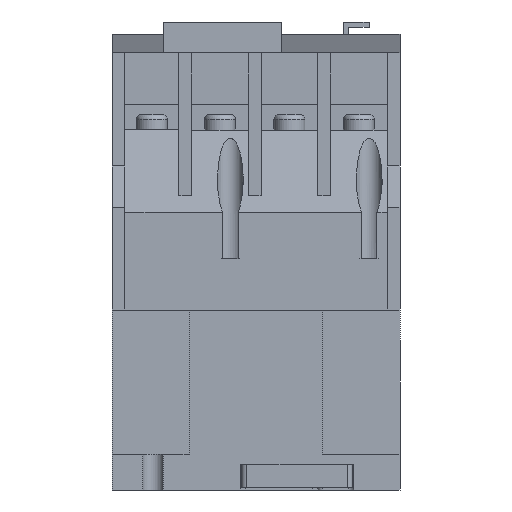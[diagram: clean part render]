
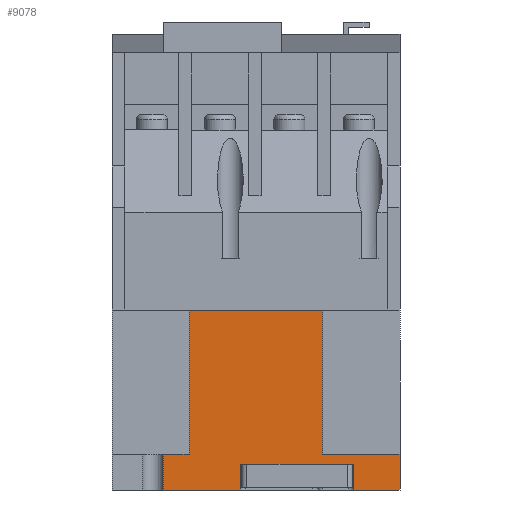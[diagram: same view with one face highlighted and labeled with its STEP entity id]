
A CAD part, front view. The second image highlights one B-rep face of the part: STEP entity #9078.
In plain terms, the highlighted planar face has unit normal (0, -1, 0).
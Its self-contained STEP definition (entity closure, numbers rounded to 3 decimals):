
#16 = ORIENTED_EDGE ( 'NONE', *, *, #9440, .F. ) ;
#154 = DIRECTION ( 'NONE',  ( -1., 0., 0. ) ) ;
#163 = EDGE_CURVE ( 'NONE', #2067, #2546, #5952, .T. ) ;
#240 = DIRECTION ( 'NONE',  ( 0., 0., -1. ) ) ;
#413 = VERTEX_POINT ( 'NONE', #12023 ) ;
#500 = CARTESIAN_POINT ( 'NONE',  ( 10., -40., -42.5 ) ) ;
#649 = ORIENTED_EDGE ( 'NONE', *, *, #3014, .F. ) ;
#664 = VECTOR ( 'NONE', #5551, 1000. ) ;
#766 = PLANE ( 'NONE',  #4067 ) ;
#830 = VECTOR ( 'NONE', #6566, 1000. ) ;
#858 = VERTEX_POINT ( 'NONE', #1295 ) ;
#953 = LINE ( 'NONE', #16592, #5011 ) ;
#1124 = VERTEX_POINT ( 'NONE', #13749 ) ;
#1171 = VERTEX_POINT ( 'NONE', #500 ) ;
#1196 = CARTESIAN_POINT ( 'NONE',  ( 25., -40., -42.5 ) ) ;
#1240 = CARTESIAN_POINT ( 'NONE',  ( 47., -40., -37.5 ) ) ;
#1295 = CARTESIAN_POINT ( 'NONE',  ( 41., -40., -7.5 ) ) ;
#1373 = EDGE_CURVE ( 'NONE', #9789, #413, #5495, .T. ) ;
#1524 = ORIENTED_EDGE ( 'NONE', *, *, #1373, .T. ) ;
#1865 = CARTESIAN_POINT ( 'NONE',  ( 25., -40., -37.5 ) ) ;
#1918 = DIRECTION ( 'NONE',  ( -1., 0., 0. ) ) ;
#2027 = VERTEX_POINT ( 'NONE', #1196 ) ;
#2056 = LINE ( 'NONE', #4292, #5679 ) ;
#2067 = VERTEX_POINT ( 'NONE', #6486 ) ;
#2143 = LINE ( 'NONE', #1865, #10480 ) ;
#2235 = LINE ( 'NONE', #2852, #15443 ) ;
#2366 = EDGE_CURVE ( 'NONE', #2883, #14120, #14382, .T. ) ;
#2441 = FACE_OUTER_BOUND ( 'NONE', #16388, .T. ) ;
#2546 = VERTEX_POINT ( 'NONE', #6137 ) ;
#2852 = CARTESIAN_POINT ( 'NONE',  ( 56., -40., -42.5 ) ) ;
#2863 = CARTESIAN_POINT ( 'NONE',  ( 15., -40., -35.5 ) ) ;
#2883 = VERTEX_POINT ( 'NONE', #16753 ) ;
#3014 = EDGE_CURVE ( 'NONE', #13626, #1124, #10010, .T. ) ;
#3128 = DIRECTION ( 'NONE',  ( 0., 0., -1. ) ) ;
#3343 = CARTESIAN_POINT ( 'NONE',  ( 10., -40., -22.5 ) ) ;
#3359 = CARTESIAN_POINT ( 'NONE',  ( 10., -40., -35.5 ) ) ;
#3516 = VECTOR ( 'NONE', #13216, 1000. ) ;
#3636 = LINE ( 'NONE', #5047, #6263 ) ;
#3640 = DIRECTION ( 'NONE',  ( 1., 0., 0. ) ) ;
#3805 = CARTESIAN_POINT ( 'NONE',  ( 41., -40., -35.5 ) ) ;
#4051 = DIRECTION ( 'NONE',  ( -1., 0., 0. ) ) ;
#4067 = AXIS2_PLACEMENT_3D ( 'NONE', #8366, #14928, #4675 ) ;
#4292 = CARTESIAN_POINT ( 'NONE',  ( 25., -40., -37.5 ) ) ;
#4656 = EDGE_CURVE ( 'NONE', #858, #13108, #6865, .T. ) ;
#4675 = DIRECTION ( 'NONE',  ( 0., 0., 1. ) ) ;
#5011 = VECTOR ( 'NONE', #8830, 1000. ) ;
#5047 = CARTESIAN_POINT ( 'NONE',  ( 41., -40., -35.5 ) ) ;
#5350 = CARTESIAN_POINT ( 'NONE',  ( 25., -40., -37.5 ) ) ;
#5416 = LINE ( 'NONE', #3343, #11734 ) ;
#5421 = EDGE_CURVE ( 'NONE', #8420, #1171, #5416, .T. ) ;
#5492 = CARTESIAN_POINT ( 'NONE',  ( 89.193, -40., -7.5 ) ) ;
#5495 = LINE ( 'NONE', #1240, #830 ) ;
#5551 = DIRECTION ( 'NONE',  ( -1., 0., 0. ) ) ;
#5627 = EDGE_CURVE ( 'NONE', #7507, #14368, #953, .T. ) ;
#5679 = VECTOR ( 'NONE', #9638, 1000. ) ;
#5821 = ORIENTED_EDGE ( 'NONE', *, *, #5421, .T. ) ;
#5952 = LINE ( 'NONE', #15901, #6158 ) ;
#6008 = ORIENTED_EDGE ( 'NONE', *, *, #8909, .F. ) ;
#6137 = CARTESIAN_POINT ( 'NONE',  ( 46., -40., -37.5 ) ) ;
#6158 = VECTOR ( 'NONE', #154, 1000. ) ;
#6171 = ORIENTED_EDGE ( 'NONE', *, *, #4656, .F. ) ;
#6195 = ORIENTED_EDGE ( 'NONE', *, *, #6585, .F. ) ;
#6263 = VECTOR ( 'NONE', #3640, 1000. ) ;
#6447 = EDGE_CURVE ( 'NONE', #2546, #13626, #14316, .T. ) ;
#6486 = CARTESIAN_POINT ( 'NONE',  ( 46.8, -40., -37.5 ) ) ;
#6566 = DIRECTION ( 'NONE',  ( 0., 0., -1. ) ) ;
#6585 = EDGE_CURVE ( 'NONE', #7394, #2027, #2143, .T. ) ;
#6646 = ORIENTED_EDGE ( 'NONE', *, *, #9908, .F. ) ;
#6746 = CARTESIAN_POINT ( 'NONE',  ( 25., -40., -37.5 ) ) ;
#6770 = CARTESIAN_POINT ( 'NONE',  ( 56., -40., -42.5 ) ) ;
#6865 = LINE ( 'NONE', #7721, #14196 ) ;
#6870 = VECTOR ( 'NONE', #240, 1000. ) ;
#7171 = DIRECTION ( 'NONE',  ( -1., 0., 0. ) ) ;
#7394 = VERTEX_POINT ( 'NONE', #5350 ) ;
#7507 = VERTEX_POINT ( 'NONE', #12027 ) ;
#7721 = CARTESIAN_POINT ( 'NONE',  ( 41., -40., -7.5 ) ) ;
#7733 = CARTESIAN_POINT ( 'NONE',  ( 56., -40., -42.5 ) ) ;
#7899 = CARTESIAN_POINT ( 'NONE',  ( 25., -40., -37.5 ) ) ;
#7967 = LINE ( 'NONE', #6746, #11450 ) ;
#8049 = EDGE_CURVE ( 'NONE', #1124, #7394, #7967, .T. ) ;
#8312 = ORIENTED_EDGE ( 'NONE', *, *, #6447, .F. ) ;
#8366 = CARTESIAN_POINT ( 'NONE',  ( 56., -40., -42.5 ) ) ;
#8369 = EDGE_CURVE ( 'NONE', #858, #14368, #16151, .T. ) ;
#8379 = LINE ( 'NONE', #16353, #8991 ) ;
#8420 = VERTEX_POINT ( 'NONE', #3359 ) ;
#8478 = CARTESIAN_POINT ( 'NONE',  ( 26.2, -40., -37.5 ) ) ;
#8487 = ORIENTED_EDGE ( 'NONE', *, *, #14138, .T. ) ;
#8715 = DIRECTION ( 'NONE',  ( 0., 0., -1. ) ) ;
#8830 = DIRECTION ( 'NONE',  ( 0., 0., 1. ) ) ;
#8909 = EDGE_CURVE ( 'NONE', #9789, #2067, #2056, .T. ) ;
#8991 = VECTOR ( 'NONE', #7171, 1000. ) ;
#9078 = ADVANCED_FACE ( 'NONE', ( #2441 ), #766, .F. ) ;
#9183 = DIRECTION ( 'NONE',  ( -1., 0., 0. ) ) ;
#9440 = EDGE_CURVE ( 'NONE', #2027, #1171, #2235, .T. ) ;
#9638 = DIRECTION ( 'NONE',  ( -1., 0., 0. ) ) ;
#9789 = VERTEX_POINT ( 'NONE', #15296 ) ;
#9908 = EDGE_CURVE ( 'NONE', #13108, #2883, #3636, .T. ) ;
#10010 = LINE ( 'NONE', #7899, #15700 ) ;
#10480 = VECTOR ( 'NONE', #8715, 1000. ) ;
#10486 = DIRECTION ( 'NONE',  ( -1., 0., 0. ) ) ;
#10507 = ORIENTED_EDGE ( 'NONE', *, *, #16844, .F. ) ;
#10991 = CARTESIAN_POINT ( 'NONE',  ( 15., -40., -7.5 ) ) ;
#11297 = ORIENTED_EDGE ( 'NONE', *, *, #8369, .T. ) ;
#11450 = VECTOR ( 'NONE', #9183, 1000. ) ;
#11667 = ORIENTED_EDGE ( 'NONE', *, *, #163, .F. ) ;
#11734 = VECTOR ( 'NONE', #3128, 1000. ) ;
#12023 = CARTESIAN_POINT ( 'NONE',  ( 47., -40., -42.5 ) ) ;
#12027 = CARTESIAN_POINT ( 'NONE',  ( 15., -40., -35.5 ) ) ;
#12051 = ORIENTED_EDGE ( 'NONE', *, *, #2366, .F. ) ;
#13108 = VERTEX_POINT ( 'NONE', #3805 ) ;
#13126 = VECTOR ( 'NONE', #1918, 1000. ) ;
#13216 = DIRECTION ( 'NONE',  ( -1., 0., 0. ) ) ;
#13626 = VERTEX_POINT ( 'NONE', #8478 ) ;
#13749 = CARTESIAN_POINT ( 'NONE',  ( 25.2, -40., -37.5 ) ) ;
#13911 = CARTESIAN_POINT ( 'NONE',  ( 25., -40., -37.5 ) ) ;
#14120 = VERTEX_POINT ( 'NONE', #7733 ) ;
#14138 = EDGE_CURVE ( 'NONE', #7507, #8420, #16308, .T. ) ;
#14196 = VECTOR ( 'NONE', #15588, 1000. ) ;
#14316 = LINE ( 'NONE', #13911, #13126 ) ;
#14368 = VERTEX_POINT ( 'NONE', #10991 ) ;
#14382 = LINE ( 'NONE', #6770, #6870 ) ;
#14928 = DIRECTION ( 'NONE',  ( 0., 1., 0. ) ) ;
#15296 = CARTESIAN_POINT ( 'NONE',  ( 47., -40., -37.5 ) ) ;
#15443 = VECTOR ( 'NONE', #4051, 1000. ) ;
#15588 = DIRECTION ( 'NONE',  ( 0., 0., -1. ) ) ;
#15700 = VECTOR ( 'NONE', #10486, 1000. ) ;
#15749 = ORIENTED_EDGE ( 'NONE', *, *, #5627, .F. ) ;
#15901 = CARTESIAN_POINT ( 'NONE',  ( 25., -40., -37.5 ) ) ;
#16151 = LINE ( 'NONE', #5492, #664 ) ;
#16308 = LINE ( 'NONE', #2863, #3516 ) ;
#16353 = CARTESIAN_POINT ( 'NONE',  ( 56., -40., -42.5 ) ) ;
#16388 = EDGE_LOOP ( 'NONE', ( #6171, #11297, #15749, #8487, #5821, #16, #6195, #16491, #649, #8312, #11667, #6008, #1524, #10507, #12051, #6646 ) ) ;
#16491 = ORIENTED_EDGE ( 'NONE', *, *, #8049, .F. ) ;
#16592 = CARTESIAN_POINT ( 'NONE',  ( 15., -40., -35.5 ) ) ;
#16753 = CARTESIAN_POINT ( 'NONE',  ( 56., -40., -35.5 ) ) ;
#16844 = EDGE_CURVE ( 'NONE', #14120, #413, #8379, .T. ) ;
